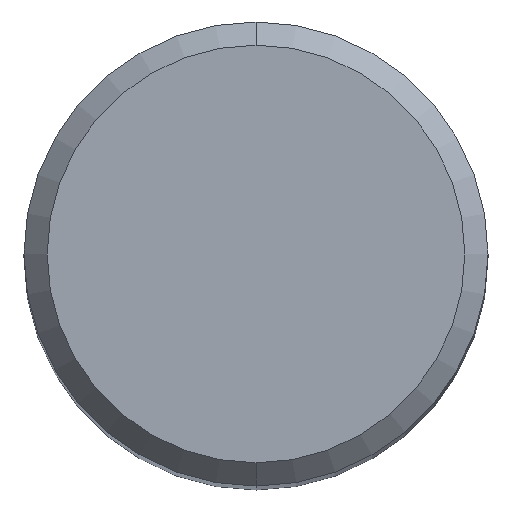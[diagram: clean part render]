
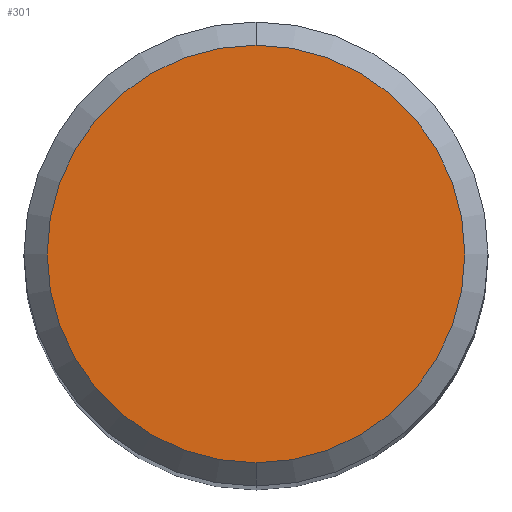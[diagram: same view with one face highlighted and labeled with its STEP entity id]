
A CAD part, top view. The second image highlights one B-rep face of the part: STEP entity #301.
In plain terms, the highlighted planar face has unit normal (0, 0, 1).
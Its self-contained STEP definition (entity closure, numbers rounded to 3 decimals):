
#301=ADVANCED_FACE('',(#629),#630,.T.);
#355=EDGE_CURVE('',#375,#455,#691,.T.);
#375=VERTEX_POINT('',#713);
#455=VERTEX_POINT('',#802);
#457=EDGE_CURVE('',#455,#375,#804,.T.);
#629=FACE_OUTER_BOUND('',#1180,.T.);
#630=PLANE('',#1181);
#691=CIRCLE('',#1284,3.6);
#713=CARTESIAN_POINT('',(0.0,3.6,0.0));
#802=CARTESIAN_POINT('',(0.,-3.6,0.0));
#804=CIRCLE('',#1468,3.6);
#1180=EDGE_LOOP('',(#1638,#1639));
#1181=AXIS2_PLACEMENT_3D('',#1640,#1641,#1642);
#1284=AXIS2_PLACEMENT_3D('',#1715,#1716,#1717);
#1468=AXIS2_PLACEMENT_3D('',#1845,#1846,#1847);
#1638=ORIENTED_EDGE('',*,*,#355,.F.);
#1639=ORIENTED_EDGE('',*,*,#457,.F.);
#1640=CARTESIAN_POINT('',(0.0,1.8,0.0));
#1641=DIRECTION('',(-0.0,0.0,1.0));
#1642=DIRECTION('',(0.0,-1.0,0.0));
#1715=CARTESIAN_POINT('',(0.0,0.0,0.0));
#1716=DIRECTION('',(0.0,0.0,-1.0));
#1717=DIRECTION('',(0.0,1.0,0.0));
#1845=CARTESIAN_POINT('',(0.0,0.0,0.0));
#1846=DIRECTION('',(0.0,0.0,-1.0));
#1847=DIRECTION('',(0.0,1.0,0.0));
